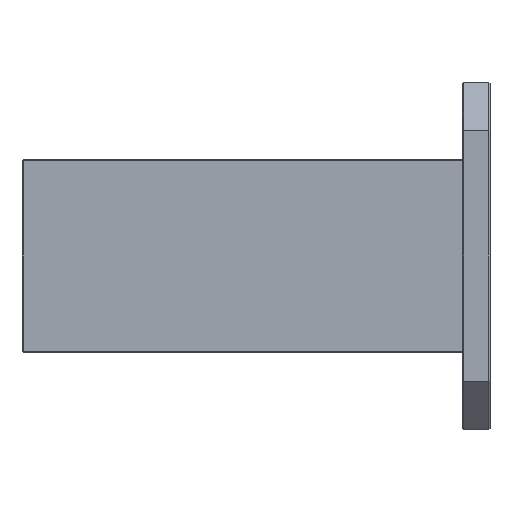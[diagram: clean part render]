
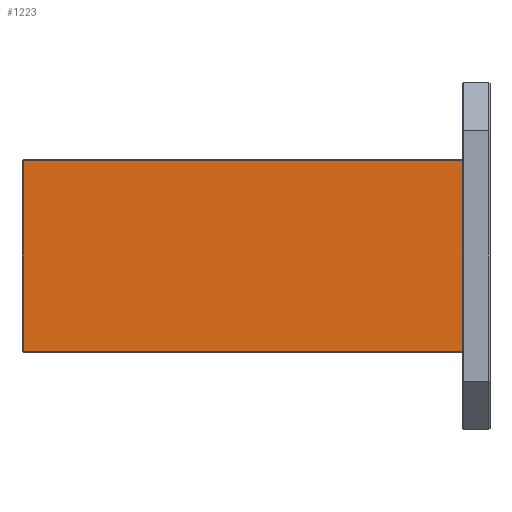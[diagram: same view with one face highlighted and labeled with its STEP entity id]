
A CAD part, left-side view. The second image highlights one B-rep face of the part: STEP entity #1223.
In plain terms, the highlighted planar face has unit normal (-1, 0, 0).
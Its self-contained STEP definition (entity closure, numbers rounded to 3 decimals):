
#69 = VECTOR ( 'NONE', #3483, 1000. ) ;
#106 = VERTEX_POINT ( 'NONE', #2267 ) ;
#291 = CARTESIAN_POINT ( 'NONE',  ( -175., 848., -175. ) ) ;
#351 = VERTEX_POINT ( 'NONE', #7894 ) ;
#465 = DIRECTION ( 'NONE',  ( 0., 0., -1. ) ) ;
#602 = ORIENTED_EDGE ( 'NONE', *, *, #4159, .T. ) ;
#964 = EDGE_CURVE ( 'NONE', #106, #2602, #2027, .T. ) ;
#1005 = VECTOR ( 'NONE', #1525, 1000. ) ;
#1223 = ADVANCED_FACE ( 'NONE', ( #4080 ), #8378, .F. ) ;
#1525 = DIRECTION ( 'NONE',  ( 0., 1., 0. ) ) ;
#1618 = VECTOR ( 'NONE', #465, 1000. ) ;
#2014 = DIRECTION ( 'NONE',  ( 0., 0., -1. ) ) ;
#2027 = LINE ( 'NONE', #5516, #69 ) ;
#2211 = CARTESIAN_POINT ( 'NONE',  ( -175., 50., 173. ) ) ;
#2267 = CARTESIAN_POINT ( 'NONE',  ( -175., 50., -173. ) ) ;
#2602 = VERTEX_POINT ( 'NONE', #2211 ) ;
#2855 = DIRECTION ( 'NONE',  ( 0., -1., 0. ) ) ;
#3416 = LINE ( 'NONE', #3684, #6858 ) ;
#3483 = DIRECTION ( 'NONE',  ( 0., 0., 1. ) ) ;
#3571 = LINE ( 'NONE', #5007, #1005 ) ;
#3684 = CARTESIAN_POINT ( 'NONE',  ( -175., 850., -173. ) ) ;
#3703 = ORIENTED_EDGE ( 'NONE', *, *, #8260, .T. ) ;
#3915 = LINE ( 'NONE', #291, #1618 ) ;
#3963 = ORIENTED_EDGE ( 'NONE', *, *, #964, .T. ) ;
#4080 = FACE_OUTER_BOUND ( 'NONE', #5743, .T. ) ;
#4159 = EDGE_CURVE ( 'NONE', #4394, #106, #3416, .T. ) ;
#4394 = VERTEX_POINT ( 'NONE', #9073 ) ;
#5007 = CARTESIAN_POINT ( 'NONE',  ( -175., 850., 173. ) ) ;
#5516 = CARTESIAN_POINT ( 'NONE',  ( -175., 50., 175. ) ) ;
#5743 = EDGE_LOOP ( 'NONE', ( #3703, #602, #3963, #5958 ) ) ;
#5958 = ORIENTED_EDGE ( 'NONE', *, *, #7133, .T. ) ;
#6733 = AXIS2_PLACEMENT_3D ( 'NONE', #7680, #8330, #2014 ) ;
#6858 = VECTOR ( 'NONE', #2855, 1000. ) ;
#7133 = EDGE_CURVE ( 'NONE', #2602, #351, #3571, .T. ) ;
#7680 = CARTESIAN_POINT ( 'NONE',  ( -175., 850., 175. ) ) ;
#7894 = CARTESIAN_POINT ( 'NONE',  ( -175., 848., 173. ) ) ;
#8260 = EDGE_CURVE ( 'NONE', #351, #4394, #3915, .T. ) ;
#8330 = DIRECTION ( 'NONE',  ( 1., 0., 0. ) ) ;
#8378 = PLANE ( 'NONE',  #6733 ) ;
#9073 = CARTESIAN_POINT ( 'NONE',  ( -175., 848., -173. ) ) ;
